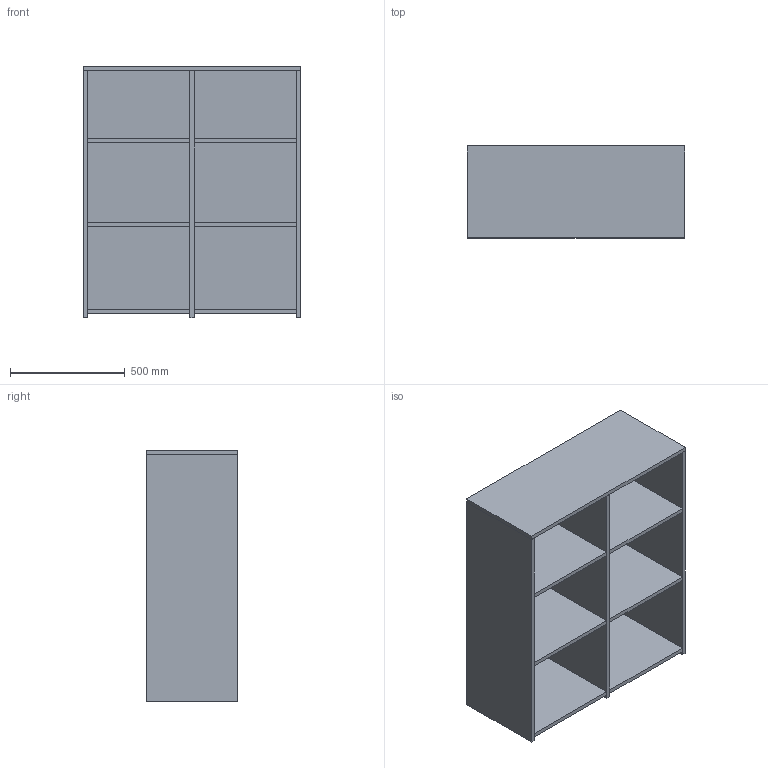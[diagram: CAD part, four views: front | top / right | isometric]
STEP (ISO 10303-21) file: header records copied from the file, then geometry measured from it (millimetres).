
FILE_DESCRIPTION(/* description */ (''),/* implementation_level */ '2;1');
FILE_NAME(/* name */ 'Szafa v6.step',/* time_stamp */ '2025-05-20T16:24:04+02:00',/* author */ (''),/* organization */ (''),/* preprocessor_version */ 'ST-DEVELOPER v20.1',/* originating_system */ 'Autodesk Translation Framework v14.4.0.0',/* authorisation */ '');
FILE_SCHEMA (('AUTOMOTIVE_DESIGN { 1 0 10303 214 3 1 1 }'));
Length unit declared in the file: millimetre
Products named in the file (7): Szafa; Right side; Top; Left side; Shelves; Left door; Środek
Assembly tree (6 placements, depth 2):
  Szafa
    Right side
    Top
    Left side
    Shelves
    Left door
    Środek
Bounding box: 950 x 400 x 1100 mm (x, y, z)
Volume: 65361243.6 mm3; surface area: 7757562.7 mm2
Topology: 12 solids, 12 shells, 78 faces, 162 edges, 108 vertices
Faces by surface type: plane 78
Entity records: 2233 total; most frequent: CARTESIAN_POINT 361, DIRECTION 344, ORIENTED_EDGE 324, LINE 162, VECTOR 162, EDGE_CURVE 162, VERTEX_POINT 108, AXIS2_PLACEMENT_3D 91
